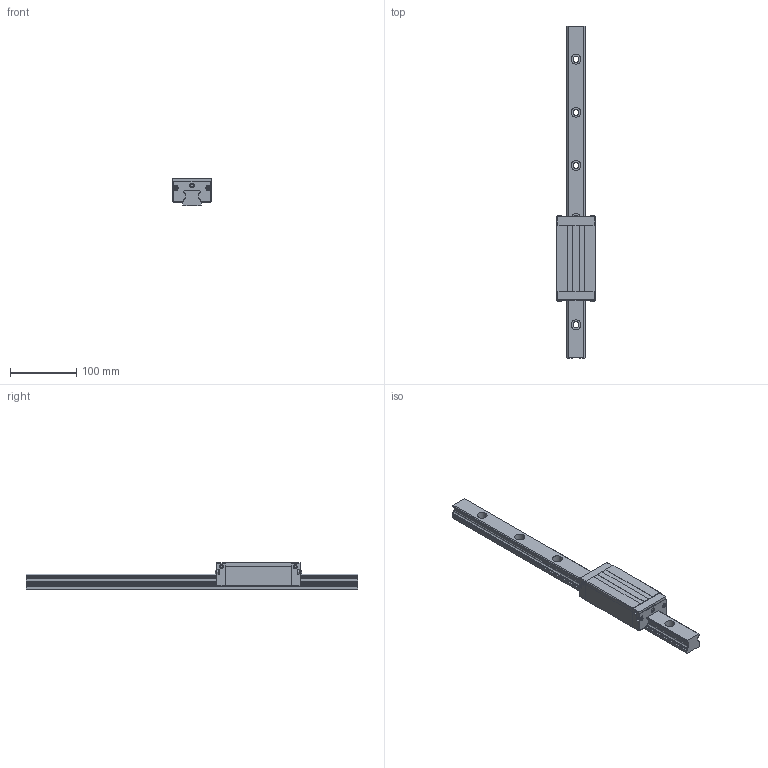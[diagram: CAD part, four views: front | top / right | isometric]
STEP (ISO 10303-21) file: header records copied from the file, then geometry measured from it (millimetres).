
FILE_DESCRIPTION(('STEP AP214'),'1');
FILE_NAME('kuve30-b-sl-w1-v1-g2_500-50_50.stp','2024-09-27T12:36:28',('TraceParts'),('TraceParts S.A.'),'Spatial InterOp 3D',' ',' ');
FILE_SCHEMA(('AUTOMOTIVE_DESIGN { 1 0 10303 214 1 1 1 1 }'));
Length unit declared in the file: millimetre
Products named in the file (1): kuve30-b-sl-w1-v1-g2_500-50_50_1
Bounding box: 60 x 500 x 42 mm (x, y, z)
Volume: 474939.9 mm3; surface area: 107213.3 mm2
Topology: 10 solids, 15 shells, 727 faces, 1858 edges, 1196 vertices
Faces by surface type: cylinder 298, plane 293, cone 120, torus 16
Entity records: 27990 total; most frequent: DIRECTION 4032, CARTESIAN_POINT 3967, ORIENTED_EDGE 3684, EDGE_CURVE 1842, AXIS2_PLACEMENT_3D 1501, VERTEX_POINT 1196, LINE 1030, VECTOR 1030
